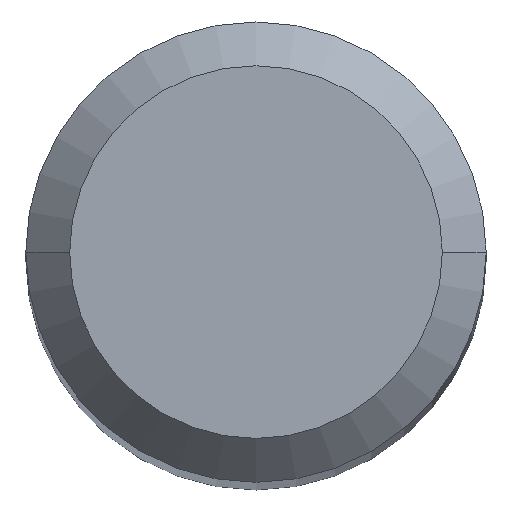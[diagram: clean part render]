
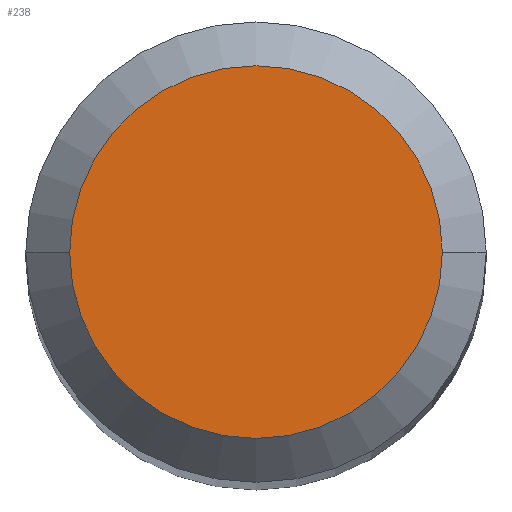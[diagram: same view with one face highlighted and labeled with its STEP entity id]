
A CAD part, top view. The second image highlights one B-rep face of the part: STEP entity #238.
In plain terms, the highlighted planar face has unit normal (0, 0, 1).
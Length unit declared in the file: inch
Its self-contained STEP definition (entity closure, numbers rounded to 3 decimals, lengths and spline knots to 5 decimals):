
#2 = DIRECTION ( 'NONE',  ( 0., 0., 1. ) ) ;
#10 = CIRCLE ( 'NONE', #71, 0.06374 ) ;
#21 = DIRECTION ( 'NONE',  ( 0., 0., 1. ) ) ;
#32 = VERTEX_POINT ( 'NONE', #203 ) ;
#57 = DIRECTION ( 'NONE',  ( 0., 0., 1. ) ) ;
#71 = AXIS2_PLACEMENT_3D ( 'NONE', #200, #21, #271 ) ;
#82 = ORIENTED_EDGE ( 'NONE', *, *, #262, .T. ) ;
#88 = DIRECTION ( 'NONE',  ( 1., 0., 0. ) ) ;
#99 = VERTEX_POINT ( 'NONE', #297 ) ;
#106 = AXIS2_PLACEMENT_3D ( 'NONE', #147, #57, #88 ) ;
#116 = EDGE_CURVE ( 'NONE', #32, #99, #120, .T. ) ;
#118 = ORIENTED_EDGE ( 'NONE', *, *, #116, .T. ) ;
#120 = CIRCLE ( 'NONE', #106, 0.06374 ) ;
#147 = CARTESIAN_POINT ( 'NONE',  ( 0., 0., 1.9685 ) ) ;
#156 = FACE_OUTER_BOUND ( 'NONE', #194, .T. ) ;
#194 = EDGE_LOOP ( 'NONE', ( #118, #82 ) ) ;
#200 = CARTESIAN_POINT ( 'NONE',  ( 0., 0., 1.9685 ) ) ;
#202 = PLANE ( 'NONE',  #204 ) ;
#203 = CARTESIAN_POINT ( 'NONE',  ( -0.06374, 0., 1.9685 ) ) ;
#204 = AXIS2_PLACEMENT_3D ( 'NONE', #276, #2, #273 ) ;
#238 = ADVANCED_FACE ( 'NONE', ( #156 ), #202, .T. ) ;
#262 = EDGE_CURVE ( 'NONE', #99, #32, #10, .T. ) ;
#271 = DIRECTION ( 'NONE',  ( 1., 0., 0. ) ) ;
#273 = DIRECTION ( 'NONE',  ( 1., 0., 0. ) ) ;
#276 = CARTESIAN_POINT ( 'NONE',  ( 0., 0., 1.9685 ) ) ;
#297 = CARTESIAN_POINT ( 'NONE',  ( 0.06374, 0., 1.9685 ) ) ;
